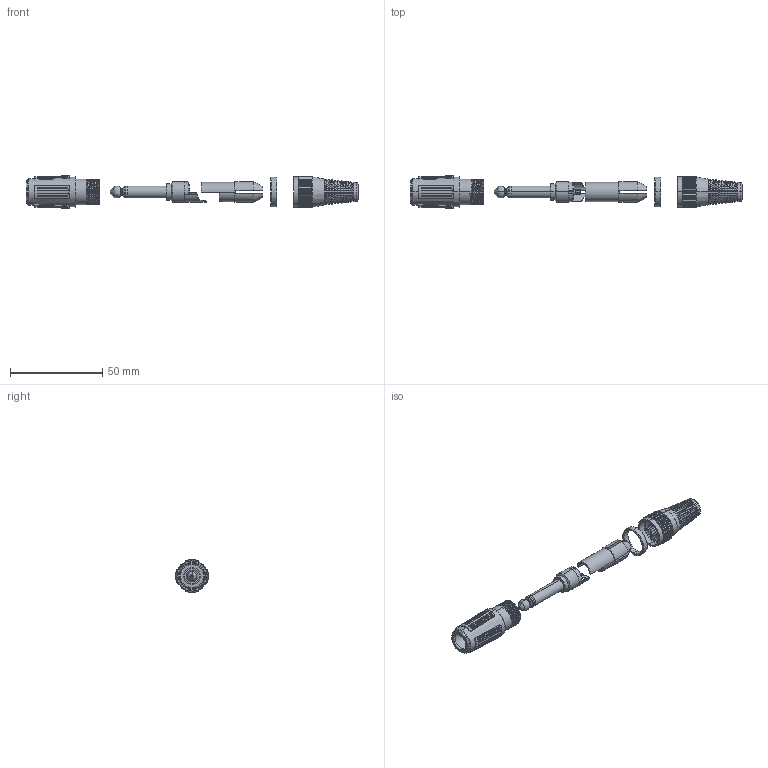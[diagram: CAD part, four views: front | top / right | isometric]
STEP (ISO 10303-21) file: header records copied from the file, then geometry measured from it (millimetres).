
FILE_DESCRIPTION (( 'STEP AP203' ), '1' );
FILE_NAME ('CON-TS14-BLK.STEP', '2013-09-13T15:28:58', ( 'x' ), ( '' ), 'SwSTEP 2.0', 'SolidWorks 2012', '' );
FILE_SCHEMA (( 'CONFIG_CONTROL_DESIGN' ));
Products named in the file (6): CON-TS14-BLK; 1AA12-024-MA3___; 1AA12-024-MA5___; 1AA12-024-MA1___; 1AA12-024-MA4___; 1AA12-024-MA2___
Assembly tree (5 placements, depth 2):
  CON-TS14-BLK
    1AA12-024-MA2___
    1AA12-024-MA4___
    1AA12-024-MA1___
    1AA12-024-MA5___
    1AA12-024-MA3___
Bounding box: 179.84 x 17.78 x 17.78 mm (x, y, z)
Volume: 8891.5 mm3; surface area: 13541.2 mm2
Topology: 10 solids, 10 shells, 1444 faces, 3814 edges, 2407 vertices
Faces by surface type: plane 695, bspline 314, cylinder 200, cone 123, torus 112
Entity records: 54358 total; most frequent: CARTESIAN_POINT 20981, ORIENTED_EDGE 7592, DIRECTION 5705, EDGE_CURVE 3796, VERTEX_POINT 2407, VECTOR 1905, LINE 1905, AXIS2_PLACEMENT_3D 1900
